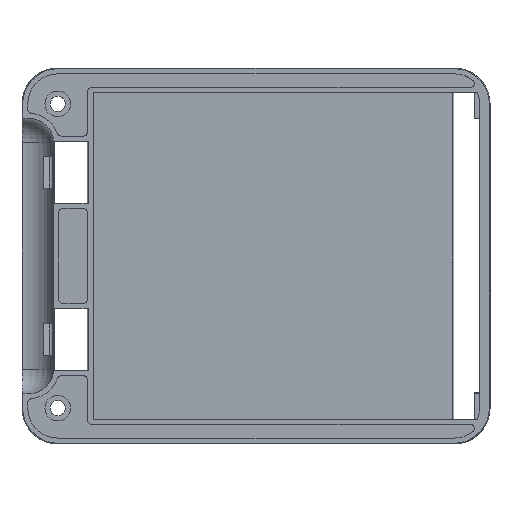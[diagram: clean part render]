
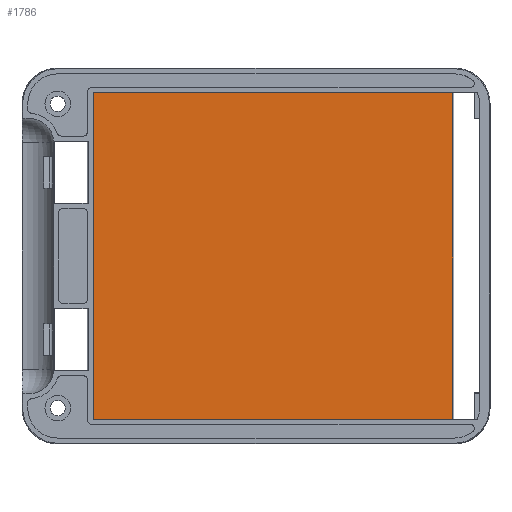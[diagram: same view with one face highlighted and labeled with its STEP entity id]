
A CAD part, top view. The second image highlights one B-rep face of the part: STEP entity #1786.
In plain terms, the highlighted planar face has unit normal (0, 0, 1).
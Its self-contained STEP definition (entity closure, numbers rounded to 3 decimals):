
#32=CARTESIAN_POINT('',(-18.71,-16.,-0.125));
#33=VERTEX_POINT('',#32);
#34=CARTESIAN_POINT('',(-18.71,16.,-0.125));
#35=VERTEX_POINT('',#34);
#36=CARTESIAN_POINT('',(-18.71,-16.,-0.125));
#37=DIRECTION('',(0.,1.,0.));
#38=VECTOR('',#37,32.);
#39=LINE('',#36,#38);
#40=EDGE_CURVE('',#33,#35,#39,.T.);
#1756=CARTESIAN_POINT('',(0.,0.,-0.125));
#1757=DIRECTION('',(0.,0.,1.));
#1758=DIRECTION('',(1.,0.,0.));
#1759=AXIS2_PLACEMENT_3D('',#1756,#1757,#1758);
#1760=PLANE('',#1759);
#1761=CARTESIAN_POINT('',(16.522,16.,-0.125));
#1762=VERTEX_POINT('',#1761);
#1763=CARTESIAN_POINT('',(-18.71,16.,-0.125));
#1764=DIRECTION('',(1.,0.,0.));
#1765=VECTOR('',#1764,35.232);
#1766=LINE('',#1763,#1765);
#1767=EDGE_CURVE('',#35,#1762,#1766,.T.);
#1768=ORIENTED_EDGE('',*,*,#1767,.F.);
#1769=ORIENTED_EDGE('',*,*,#40,.F.);
#1770=CARTESIAN_POINT('',(16.522,-16.,-0.125));
#1771=VERTEX_POINT('',#1770);
#1772=CARTESIAN_POINT('',(-18.71,-16.,-0.125));
#1773=DIRECTION('',(1.,0.,-0.));
#1774=VECTOR('',#1773,35.232);
#1775=LINE('',#1772,#1774);
#1776=EDGE_CURVE('',#33,#1771,#1775,.T.);
#1777=ORIENTED_EDGE('',*,*,#1776,.T.);
#1778=CARTESIAN_POINT('',(16.522,-16.,-0.125));
#1779=DIRECTION('',(0.,1.,0.));
#1780=VECTOR('',#1779,32.);
#1781=LINE('',#1778,#1780);
#1782=EDGE_CURVE('',#1771,#1762,#1781,.T.);
#1783=ORIENTED_EDGE('',*,*,#1782,.T.);
#1784=EDGE_LOOP('',(#1768,#1769,#1777,#1783));
#1785=FACE_BOUND('',#1784,.T.);
#1786=ADVANCED_FACE('',(#1785),#1760,.T.);
